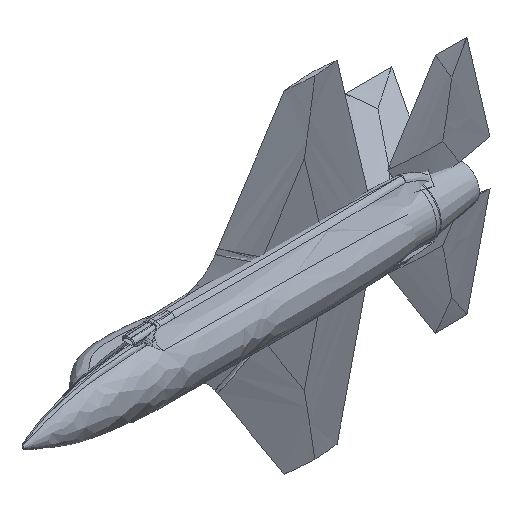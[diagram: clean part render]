
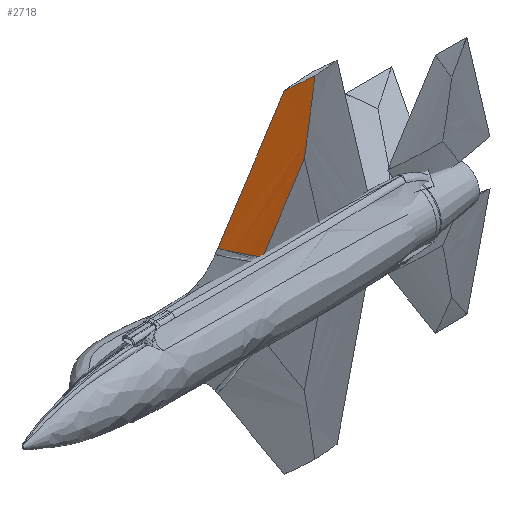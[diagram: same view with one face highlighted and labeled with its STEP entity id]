
A CAD part, isometric view. The second image highlights one B-rep face of the part: STEP entity #2718.
In plain terms, the highlighted cylindrical face has radius 7 mm (diameter 14 mm), a partial arc.
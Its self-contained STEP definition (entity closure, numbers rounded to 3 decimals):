
#142=LINE('',#4348,#257);
#143=LINE('',#4351,#258);
#257=VECTOR('',#3312,10.);
#258=VECTOR('',#3315,7.);
#367=ELLIPSE('',#2985,17.885,7.);
#368=ELLIPSE('',#2987,8.329,7.);
#438=CYLINDRICAL_SURFACE('',#2986,7.);
#512=FACE_OUTER_BOUND('',#696,.T.);
#696=EDGE_LOOP('',(#1849,#1850,#1851,#1852,#1853));
#872=CIRCLE('',#2988,7.);
#1125=VERTEX_POINT('',#4339);
#1126=VERTEX_POINT('',#4341);
#1127=VERTEX_POINT('',#4345);
#1128=VERTEX_POINT('',#4347);
#1129=VERTEX_POINT('',#4349);
#1397=EDGE_CURVE('',#1126,#1125,#367,.T.);
#1399=EDGE_CURVE('',#1127,#1125,#368,.T.);
#1400=EDGE_CURVE('',#1128,#1127,#142,.T.);
#1401=EDGE_CURVE('',#1129,#1128,#872,.T.);
#1402=EDGE_CURVE('',#1126,#1129,#143,.T.);
#1849=ORIENTED_EDGE('',*,*,#1397,.T.);
#1850=ORIENTED_EDGE('',*,*,#1399,.F.);
#1851=ORIENTED_EDGE('',*,*,#1400,.F.);
#1852=ORIENTED_EDGE('',*,*,#1401,.F.);
#1853=ORIENTED_EDGE('',*,*,#1402,.F.);
#2718=ADVANCED_FACE('',(#512),#438,.T.);
#2985=AXIS2_PLACEMENT_3D('',#4342,#3305,#3306);
#2986=AXIS2_PLACEMENT_3D('',#4344,#3308,#3309);
#2987=AXIS2_PLACEMENT_3D('',#4346,#3310,#3311);
#2988=AXIS2_PLACEMENT_3D('',#4350,#3313,#3314);
#3305=DIRECTION('center_axis',(-0.986,0.,0.17));
#3306=DIRECTION('ref_axis',(0.17,0.,0.986));
#3308=DIRECTION('center_axis',(0.542,0.,0.84));
#3309=DIRECTION('ref_axis',(-0.1,-0.993,0.065));
#3310=DIRECTION('center_axis',(0.,0.,1.));
#3311=DIRECTION('ref_axis',(-1.,0.,0.));
#3312=DIRECTION('',(0.542,0.,0.84));
#3313=DIRECTION('center_axis',(-0.542,0.,
-0.84));
#3314=DIRECTION('ref_axis',(0.,-1.,0.));
#3315=DIRECTION('',(-0.542,0.,-0.84));
#4339=CARTESIAN_POINT('',(0.588,-2.459,3.015));
#4341=CARTESIAN_POINT('',(0.398,-2.473,1.914));
#4342=CARTESIAN_POINT('Origin',(0.398,4.527,1.914));
#4344=CARTESIAN_POINT('Origin',(-0.341,4.527,0.767));
#4345=CARTESIAN_POINT('',(0.115,-2.423,3.015));
#4346=CARTESIAN_POINT('Origin',(1.108,4.527,3.015));
#4347=CARTESIAN_POINT('',(-1.,-2.423,1.287));
#4348=CARTESIAN_POINT('',(-1.043,-2.423,1.219));
#4349=CARTESIAN_POINT('',(-0.298,-2.473,0.835));
#4350=CARTESIAN_POINT('Origin',(-0.298,4.527,0.835));
#4351=CARTESIAN_POINT('',(-0.341,-2.473,0.767));
